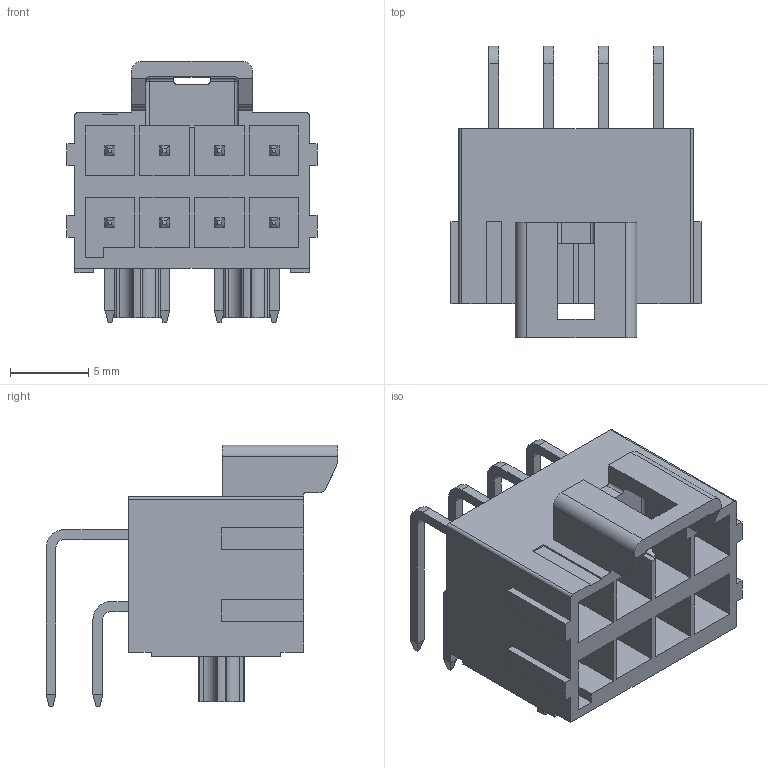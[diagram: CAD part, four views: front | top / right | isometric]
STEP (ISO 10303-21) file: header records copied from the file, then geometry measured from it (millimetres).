
FILE_DESCRIPTION(('FreeCAD Model'),'2;1');
FILE_NAME('Open CASCADE Shape Model','2021-01-01T14:43:40',( 'kicad StepUp'),('ksu MCAD'),'Open CASCADE STEP processor 7.4', 'FreeCAD','Unknown');
FILE_SCHEMA(('AUTOMOTIVE_DESIGN { 1 0 10303 214 1 1 1 1 }'));
Length unit declared in the file: millimetre
Products named in the file (1): 172316-1108
Bounding box: 16 x 18.68 x 16.76 mm (x, y, z)
Volume: 1140.6 mm3; surface area: 2373.6 mm2
Topology: 1 solids, 1 shells, 511 faces, 1408 edges, 942 vertices
Faces by surface type: plane 361, cylinder 148, sphere 2
Entity records: 35898 total; most frequent: CARTESIAN_POINT 6318, DIRECTION 5414, LINE 3566, VECTOR 3566, ORIENTED_EDGE 2776, PCURVE 2776, DEFINITIONAL_REPRESENTATION 2776, EDGE_CURVE 1388
